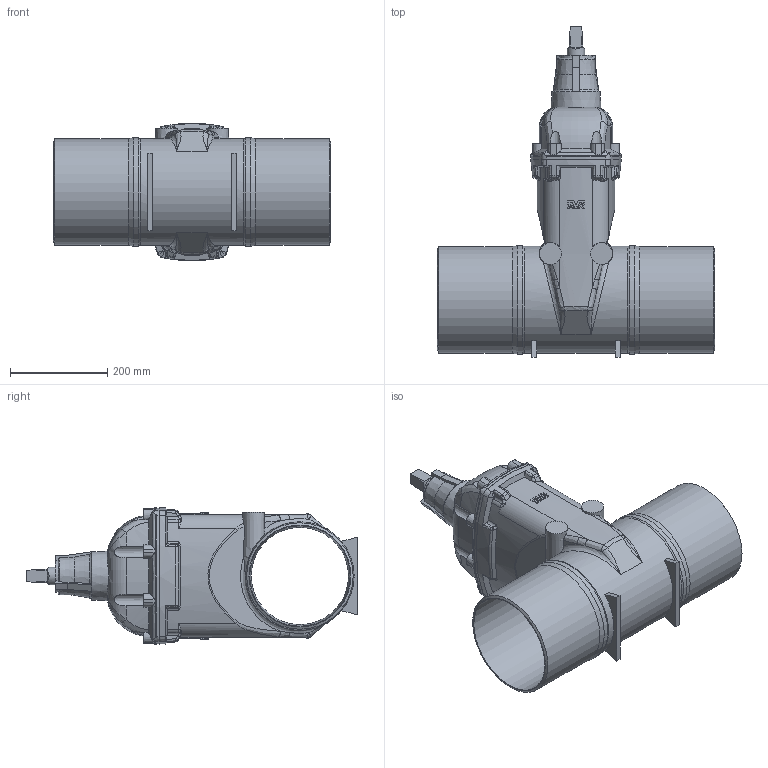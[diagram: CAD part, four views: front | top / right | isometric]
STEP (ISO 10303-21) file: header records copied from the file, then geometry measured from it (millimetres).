
FILE_DESCRIPTION (( 'STEP AP203' ), '1' );
FILE_NAME ('O_46_70_DN200_X1X_AA0_step.step', '2015-12-17T12:41:21', ( 'Windows User' ), ( 'AVK' ), 'SwSTEP 2.0', 'SolidWorks 2012', '' );
FILE_SCHEMA (( 'CONFIG_CONTROL_DESIGN' ));
Length unit declared in the file: millimetre
Products named in the file (1): O_46_70_DN200_X1X_AA0_step
Bounding box: 570 x 679.9 x 282.38 mm (x, y, z)
Volume: 14879231.3 mm3; surface area: 1057982.2 mm2
Topology: 1 solids, 1 shells, 420 faces, 1119 edges, 705 vertices
Faces by surface type: plane 138, cone 109, bspline 98, cylinder 46, torus 29
Full cylindrical faces by diameter (mm): 35.6 x1, 200 x1, 206.5 x2, 219.1 x2, 220 x1, 223 x2
Entity records: 18996 total; most frequent: CARTESIAN_POINT 9894, ORIENTED_EDGE 2168, DIRECTION 1506, EDGE_CURVE 1084, VERTEX_POINT 699, AXIS2_PLACEMENT_3D 642, B_SPLINE_CURVE_WITH_KNOTS 503, EDGE_LOOP 455
